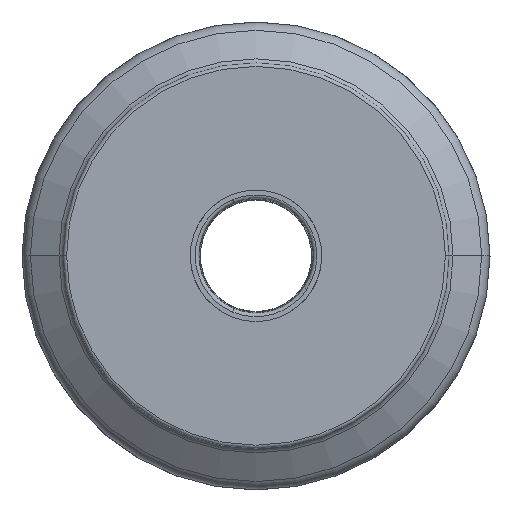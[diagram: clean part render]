
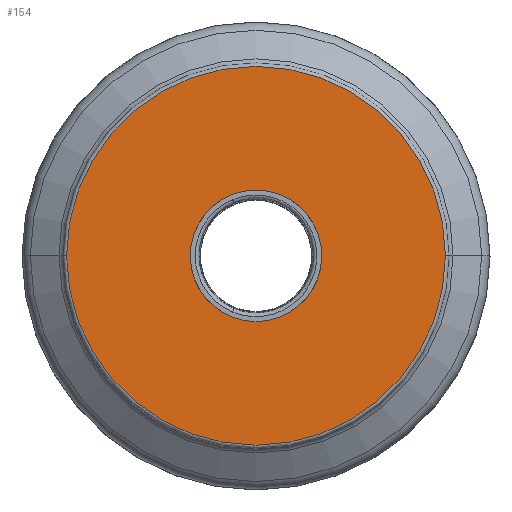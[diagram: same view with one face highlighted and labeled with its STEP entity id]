
A CAD part, top view. The second image highlights one B-rep face of the part: STEP entity #154.
In plain terms, the highlighted planar face has unit normal (0, 0, 1).
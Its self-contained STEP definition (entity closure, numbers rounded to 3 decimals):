
#70=PLANE('',#1231);
#83=FACE_BOUND('',#319,.T.);
#84=FACE_BOUND('',#320,.T.);
#154=ADVANCED_FACE('',(#83,#84),#70,.T.);
#319=EDGE_LOOP('',(#542,#543));
#320=EDGE_LOOP('',(#544,#545));
#542=ORIENTED_EDGE('',*,*,#806,.T.);
#543=ORIENTED_EDGE('',*,*,#807,.T.);
#544=ORIENTED_EDGE('',*,*,#805,.T.);
#545=ORIENTED_EDGE('',*,*,#803,.T.);
#681=VERTEX_POINT('',#1980);
#682=VERTEX_POINT('',#1982);
#683=VERTEX_POINT('',#1993);
#684=VERTEX_POINT('',#1994);
#803=EDGE_CURVE('',#682,#681,#919,.T.);
#805=EDGE_CURVE('',#681,#682,#920,.T.);
#806=EDGE_CURVE('',#683,#684,#921,.T.);
#807=EDGE_CURVE('',#684,#683,#922,.T.);
#919=CIRCLE('',#1225,37.5);
#920=CIRCLE('',#1227,37.5);
#921=CIRCLE('',#1229,108.);
#922=CIRCLE('',#1230,108.);
#1225=AXIS2_PLACEMENT_3D('',#1981,#1563,#1564);
#1227=AXIS2_PLACEMENT_3D('',#1990,#1567,#1568);
#1229=AXIS2_PLACEMENT_3D('',#1992,#1571,#1572);
#1230=AXIS2_PLACEMENT_3D('',#1995,#1573,#1574);
#1231=AXIS2_PLACEMENT_3D('',#1996,#1575,#1576);
#1563=DIRECTION('',(0.,0.,-1.));
#1564=DIRECTION('',(0.365,0.931,0.));
#1567=DIRECTION('',(0.,0.,-1.));
#1568=DIRECTION('',(-0.365,0.931,0.));
#1571=DIRECTION('',(0.,0.,1.));
#1572=DIRECTION('',(-1.,0.,0.));
#1573=DIRECTION('',(0.,0.,1.));
#1574=DIRECTION('',(1.,0.,0.));
#1575=DIRECTION('',(0.,0.,1.));
#1576=DIRECTION('',(1.,0.,0.));
#1980=CARTESIAN_POINT('',(-13.7,34.908,0.));
#1981=CARTESIAN_POINT('',(0.,0.,0.));
#1982=CARTESIAN_POINT('',(13.7,34.908,0.));
#1990=CARTESIAN_POINT('',(0.,0.,0.));
#1992=CARTESIAN_POINT('',(0.,0.,0.));
#1993=CARTESIAN_POINT('',(-108.,0.,0.));
#1994=CARTESIAN_POINT('',(108.,0.,0.));
#1995=CARTESIAN_POINT('',(0.,0.,0.));
#1996=CARTESIAN_POINT('',(0.,0.,0.));
